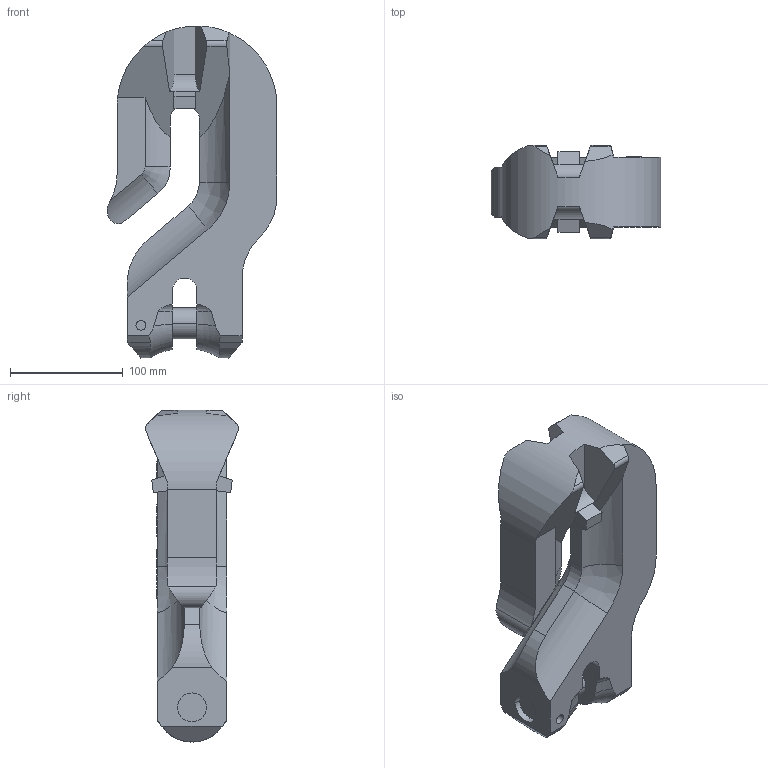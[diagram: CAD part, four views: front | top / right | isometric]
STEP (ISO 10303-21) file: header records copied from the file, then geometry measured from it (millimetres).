
FILE_DESCRIPTION((''),'2;1');
FILE_NAME('001-M33556-P-2','2012-11-12T',('Azubi.TBM'),(''),'PRO/ENGINEER BY PARAMETRIC TECHNOLOGY CORPORATION, 2010140','PRO/ENGINEER BY PARAMETRIC TECHNOLOGY CORPORATION, 2010140','');
FILE_SCHEMA(('CONFIG_CONTROL_DESIGN'));
Length unit declared in the file: millimetre
Products named in the file (1): 001-M33556-P-2
Bounding box: 150.96 x 83 x 294.96 mm (x, y, z)
Volume: 1507571 mm3; surface area: 125070.4 mm2
Topology: 1 solids, 1 shells, 318 faces, 877 edges, 580 vertices
Faces by surface type: plane 266, cylinder 42, bspline 8, torus 2
Entity records: 10369 total; most frequent: CARTESIAN_POINT 2323, ORIENTED_EDGE 1754, DIRECTION 1489, EDGE_CURVE 877, VECTOR 745, LINE 745, VERTEX_POINT 580, AXIS2_PLACEMENT_3D 372
